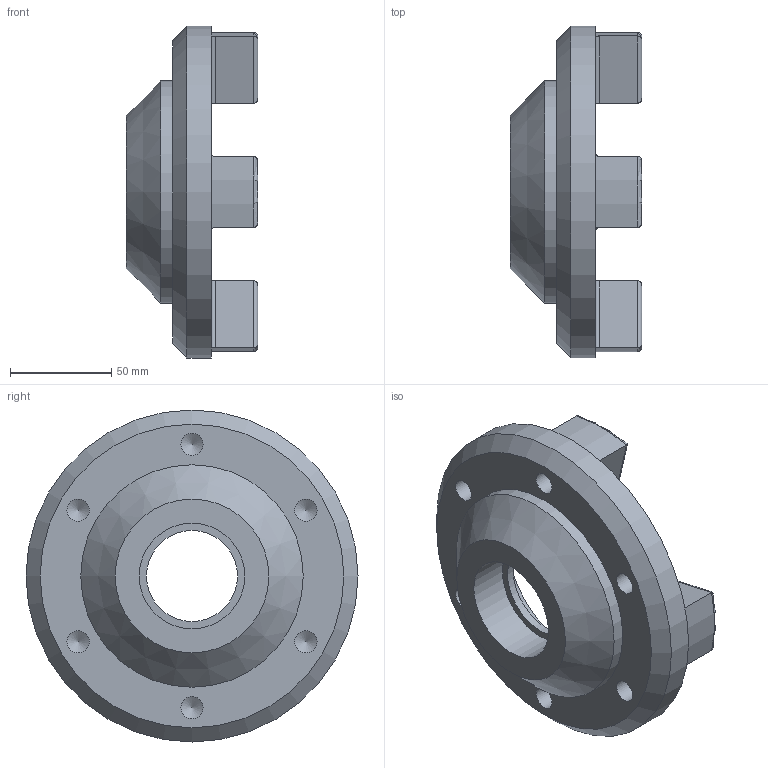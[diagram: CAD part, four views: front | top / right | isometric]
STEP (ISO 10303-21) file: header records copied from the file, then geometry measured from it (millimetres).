
FILE_DESCRIPTION(('FreeCAD Model'),'2;1');
FILE_NAME('PorteCouronneLS-V3.step', '2020-03-30T14:37:25',('Author'),(''), 'Open CASCADE STEP processor 7.2','FreeCAD','Unknown');
FILE_SCHEMA(('AUTOMOTIVE_DESIGN { 1 0 10303 214 1 1 1 1 }'));
Length unit declared in the file: millimetre
Products named in the file (1): Porte_couronne
Bounding box: 65 x 164 x 164 mm (x, y, z)
Volume: 473368.3 mm3; surface area: 74721.7 mm2
Topology: 1 solids, 1 shells, 102 faces, 260 edges, 168 vertices
Faces by surface type: cylinder 60, plane 26, torus 8, cone 8
Full cylindrical faces by diameter (mm): 11 x6, 45 x1, 52.1 x1, 83 x1, 90.1 x1, 109.9 x1, 164 x1
Entity records: 9668 total; most frequent: CARTESIAN_POINT 4639, DIRECTION 935, ORIENTED_EDGE 508, PCURVE 508, DEFINITIONAL_REPRESENTATION 508, LINE 454, VECTOR 454, EDGE_CURVE 254
